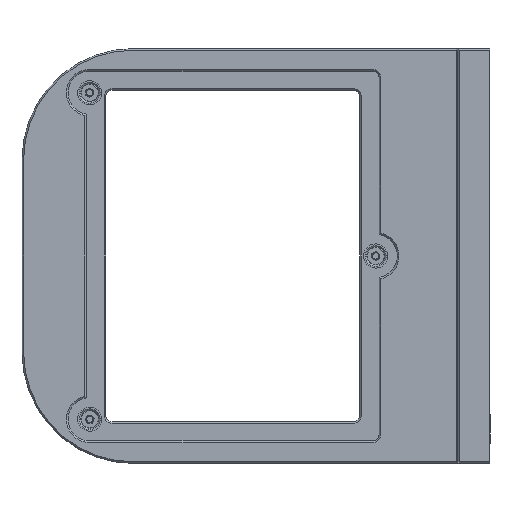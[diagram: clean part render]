
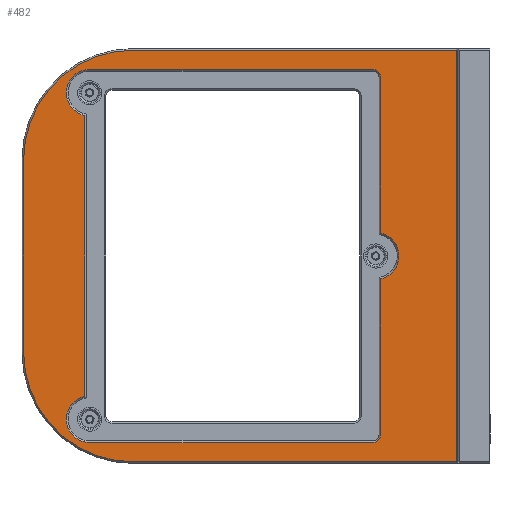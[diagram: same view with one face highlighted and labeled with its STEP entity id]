
A CAD part, left-side view. The second image highlights one B-rep face of the part: STEP entity #482.
In plain terms, the highlighted planar face has unit normal (-1, 0, 0).
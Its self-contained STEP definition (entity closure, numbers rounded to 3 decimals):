
#54 = CARTESIAN_POINT ( 'NONE',  ( -7., -43.5, 58. ) ) ;
#75 = DIRECTION ( 'NONE',  ( 0., 1., 0. ) ) ;
#81 = DIRECTION ( 'NONE',  ( 1., 0., 0. ) ) ;
#122 = LINE ( 'NONE', #3167, #3599 ) ;
#137 = DIRECTION ( 'NONE',  ( 0., -1., 0. ) ) ;
#177 = VERTEX_POINT ( 'NONE', #54 ) ;
#198 = DIRECTION ( 'NONE',  ( 0., 0., 1. ) ) ;
#212 = VECTOR ( 'NONE', #1412, 1000. ) ;
#223 = EDGE_CURVE ( 'NONE', #3623, #4141, #3544, .T. ) ;
#227 = VECTOR ( 'NONE', #2521, 1000. ) ;
#238 = ORIENTED_EDGE ( 'NONE', *, *, #4624, .T. ) ;
#244 = EDGE_CURVE ( 'NONE', #1952, #2017, #2317, .T. ) ;
#326 = CIRCLE ( 'NONE', #2475, 34.058 ) ;
#405 = EDGE_CURVE ( 'NONE', #4826, #177, #3962, .T. ) ;
#448 = EDGE_CURVE ( 'NONE', #2072, #3499, #326, .T. ) ;
#482 = ADVANCED_FACE ( 'NONE', ( #2204, #978 ), #3072, .F. ) ;
#491 = AXIS2_PLACEMENT_3D ( 'NONE', #4893, #4869, #3244 ) ;
#557 = LINE ( 'NONE', #5329, #4577 ) ;
#651 = AXIS2_PLACEMENT_3D ( 'NONE', #1161, #2367, #4968 ) ;
#692 = VERTEX_POINT ( 'NONE', #3090 ) ;
#776 = CARTESIAN_POINT ( 'NONE',  ( -7., -44.45, 0. ) ) ;
#777 = AXIS2_PLACEMENT_3D ( 'NONE', #3466, #5165, #75 ) ;
#901 = VERTEX_POINT ( 'NONE', #2309 ) ;
#966 = ORIENTED_EDGE ( 'NONE', *, *, #3262, .T. ) ;
#970 = ORIENTED_EDGE ( 'NONE', *, *, #3156, .T. ) ;
#978 = FACE_OUTER_BOUND ( 'NONE', #3960, .T. ) ;
#1090 = VECTOR ( 'NONE', #2374, 1000. ) ;
#1153 = VERTEX_POINT ( 'NONE', #2826 ) ;
#1161 = CARTESIAN_POINT ( 'NONE',  ( -7., -43.5, 55.5 ) ) ;
#1183 = ORIENTED_EDGE ( 'NONE', *, *, #448, .T. ) ;
#1332 = ORIENTED_EDGE ( 'NONE', *, *, #244, .T. ) ;
#1344 = EDGE_LOOP ( 'NONE', ( #5446, #970, #4653, #4192, #2989, #238, #2169, #4230, #2837, #3927 ) ) ;
#1398 = DIRECTION ( 'NONE',  ( 0., 1., 0. ) ) ;
#1412 = DIRECTION ( 'NONE',  ( 0., 1., 0. ) ) ;
#1592 = ORIENTED_EDGE ( 'NONE', *, *, #5310, .T. ) ;
#1673 = DIRECTION ( 'NONE',  ( 1., 0., 0. ) ) ;
#1730 = CARTESIAN_POINT ( 'NONE',  ( -7., 30.942, 29.942 ) ) ;
#1786 = DIRECTION ( 'NONE',  ( 0., 1., 0. ) ) ;
#1823 = LINE ( 'NONE', #2849, #3033 ) ;
#1845 = VECTOR ( 'NONE', #198, 1000. ) ;
#1891 = CIRCLE ( 'NONE', #5464, 7.25 ) ;
#1952 = VERTEX_POINT ( 'NONE', #2834 ) ;
#1963 = EDGE_CURVE ( 'NONE', #692, #5438, #2946, .T. ) ;
#1979 = ORIENTED_EDGE ( 'NONE', *, *, #223, .T. ) ;
#2017 = VERTEX_POINT ( 'NONE', #3914 ) ;
#2072 = VERTEX_POINT ( 'NONE', #2545 ) ;
#2106 = CARTESIAN_POINT ( 'NONE',  ( -7., 44.45, -58. ) ) ;
#2137 = CARTESIAN_POINT ( 'NONE',  ( -7., -43.5, 58. ) ) ;
#2165 = CIRCLE ( 'NONE', #651, 2.5 ) ;
#2169 = ORIENTED_EDGE ( 'NONE', *, *, #3671, .T. ) ;
#2204 = FACE_BOUND ( 'NONE', #1344, .T. ) ;
#2217 = LINE ( 'NONE', #5181, #212 ) ;
#2241 = CARTESIAN_POINT ( 'NONE',  ( -7., -46., -7.082 ) ) ;
#2248 = EDGE_CURVE ( 'NONE', #5404, #3228, #1823, .T. ) ;
#2287 = CARTESIAN_POINT ( 'NONE',  ( -7., 44.45, 50.75 ) ) ;
#2309 = CARTESIAN_POINT ( 'NONE',  ( -7., -46., 55.5 ) ) ;
#2317 = LINE ( 'NONE', #4955, #1845 ) ;
#2367 = DIRECTION ( 'NONE',  ( 1., 0., 0. ) ) ;
#2374 = DIRECTION ( 'NONE',  ( 0., -1., 0. ) ) ;
#2475 = AXIS2_PLACEMENT_3D ( 'NONE', #1730, #4362, #1398 ) ;
#2492 = CARTESIAN_POINT ( 'NONE',  ( -7., 65., 29.942 ) ) ;
#2521 = DIRECTION ( 'NONE',  ( 0., 0., -1. ) ) ;
#2545 = CARTESIAN_POINT ( 'NONE',  ( -7., 30.942, 64. ) ) ;
#2599 = CARTESIAN_POINT ( 'NONE',  ( -7., -43.5, -58. ) ) ;
#2672 = VERTEX_POINT ( 'NONE', #2241 ) ;
#2710 = CARTESIAN_POINT ( 'NONE',  ( -7., 44.45, -58. ) ) ;
#2716 = CIRCLE ( 'NONE', #3067, 7.25 ) ;
#2748 = VECTOR ( 'NONE', #137, 1000. ) ;
#2792 = LINE ( 'NONE', #4650, #1090 ) ;
#2826 = CARTESIAN_POINT ( 'NONE',  ( -7., -46., 7.082 ) ) ;
#2834 = CARTESIAN_POINT ( 'NONE',  ( -7., -69.5, -64. ) ) ;
#2837 = ORIENTED_EDGE ( 'NONE', *, *, #4317, .T. ) ;
#2849 = CARTESIAN_POINT ( 'NONE',  ( -7., 46., 44.082 ) ) ;
#2892 = DIRECTION ( 'NONE',  ( 0., 1., 0. ) ) ;
#2946 = CIRCLE ( 'NONE', #4914, 2.5 ) ;
#2989 = ORIENTED_EDGE ( 'NONE', *, *, #3642, .T. ) ;
#3000 = ORIENTED_EDGE ( 'NONE', *, *, #4483, .T. ) ;
#3033 = VECTOR ( 'NONE', #4135, 1000. ) ;
#3067 = AXIS2_PLACEMENT_3D ( 'NONE', #776, #1673, #3274 ) ;
#3072 = PLANE ( 'NONE',  #777 ) ;
#3090 = CARTESIAN_POINT ( 'NONE',  ( -7., -46., -55.5 ) ) ;
#3092 = VERTEX_POINT ( 'NONE', #2710 ) ;
#3156 = EDGE_CURVE ( 'NONE', #3228, #4826, #4299, .T. ) ;
#3167 = CARTESIAN_POINT ( 'NONE',  ( -7., -46., 6.668 ) ) ;
#3173 = CARTESIAN_POINT ( 'NONE',  ( -7., 44.45, -50.75 ) ) ;
#3228 = VERTEX_POINT ( 'NONE', #4525 ) ;
#3244 = DIRECTION ( 'NONE',  ( 0., 1., 0. ) ) ;
#3262 = EDGE_CURVE ( 'NONE', #4141, #1952, #2792, .T. ) ;
#3274 = DIRECTION ( 'NONE',  ( 0., 1., 0. ) ) ;
#3342 = EDGE_CURVE ( 'NONE', #3092, #5404, #1891, .T. ) ;
#3346 = CARTESIAN_POINT ( 'NONE',  ( -7., 44.45, 58. ) ) ;
#3420 = LINE ( 'NONE', #5063, #227 ) ;
#3449 = CARTESIAN_POINT ( 'NONE',  ( -7., 46., -43.668 ) ) ;
#3466 = CARTESIAN_POINT ( 'NONE',  ( -7., 65.5, -64.501 ) ) ;
#3499 = VERTEX_POINT ( 'NONE', #2492 ) ;
#3544 = CIRCLE ( 'NONE', #491, 34.058 ) ;
#3599 = VECTOR ( 'NONE', #4481, 1000. ) ;
#3623 = VERTEX_POINT ( 'NONE', #5356 ) ;
#3642 = EDGE_CURVE ( 'NONE', #901, #1153, #122, .T. ) ;
#3671 = EDGE_CURVE ( 'NONE', #2672, #692, #557, .T. ) ;
#3851 = AXIS2_PLACEMENT_3D ( 'NONE', #2287, #81, #1786 ) ;
#3914 = CARTESIAN_POINT ( 'NONE',  ( -7., -69.5, 64. ) ) ;
#3927 = ORIENTED_EDGE ( 'NONE', *, *, #3342, .T. ) ;
#3960 = EDGE_LOOP ( 'NONE', ( #1332, #3000, #1183, #1592, #1979, #966 ) ) ;
#3962 = LINE ( 'NONE', #2137, #2748 ) ;
#4028 = DIRECTION ( 'NONE',  ( 0., 0., -1. ) ) ;
#4068 = DIRECTION ( 'NONE',  ( 1., 0., 0. ) ) ;
#4135 = DIRECTION ( 'NONE',  ( 0., 0., 1. ) ) ;
#4141 = VERTEX_POINT ( 'NONE', #4797 ) ;
#4178 = EDGE_CURVE ( 'NONE', #177, #901, #2165, .T. ) ;
#4192 = ORIENTED_EDGE ( 'NONE', *, *, #4178, .T. ) ;
#4230 = ORIENTED_EDGE ( 'NONE', *, *, #1963, .T. ) ;
#4253 = DIRECTION ( 'NONE',  ( 1., 0., 0. ) ) ;
#4276 = DIRECTION ( 'NONE',  ( 0., 1., 0. ) ) ;
#4299 = CIRCLE ( 'NONE', #3851, 7.25 ) ;
#4317 = EDGE_CURVE ( 'NONE', #5438, #3092, #4625, .T. ) ;
#4362 = DIRECTION ( 'NONE',  ( -1., 0., 0. ) ) ;
#4481 = DIRECTION ( 'NONE',  ( 0., 0., -1. ) ) ;
#4483 = EDGE_CURVE ( 'NONE', #2017, #2072, #2217, .T. ) ;
#4500 = VECTOR ( 'NONE', #2892, 1000. ) ;
#4525 = CARTESIAN_POINT ( 'NONE',  ( -7., 46., 43.668 ) ) ;
#4577 = VECTOR ( 'NONE', #4028, 1000. ) ;
#4624 = EDGE_CURVE ( 'NONE', #1153, #2672, #2716, .T. ) ;
#4625 = LINE ( 'NONE', #2106, #4500 ) ;
#4650 = CARTESIAN_POINT ( 'NONE',  ( -7., 65.5, -64. ) ) ;
#4653 = ORIENTED_EDGE ( 'NONE', *, *, #405, .T. ) ;
#4797 = CARTESIAN_POINT ( 'NONE',  ( -7., 30.942, -64. ) ) ;
#4826 = VERTEX_POINT ( 'NONE', #3346 ) ;
#4869 = DIRECTION ( 'NONE',  ( -1., 0., 0. ) ) ;
#4893 = CARTESIAN_POINT ( 'NONE',  ( -7., 30.942, -29.942 ) ) ;
#4914 = AXIS2_PLACEMENT_3D ( 'NONE', #5148, #4253, #4276 ) ;
#4955 = CARTESIAN_POINT ( 'NONE',  ( -7., -69.5, 64.5 ) ) ;
#4968 = DIRECTION ( 'NONE',  ( 0., 1., 0. ) ) ;
#5063 = CARTESIAN_POINT ( 'NONE',  ( -7., 65., -64.501 ) ) ;
#5148 = CARTESIAN_POINT ( 'NONE',  ( -7., -43.5, -55.5 ) ) ;
#5165 = DIRECTION ( 'NONE',  ( 1., 0., 0. ) ) ;
#5181 = CARTESIAN_POINT ( 'NONE',  ( -7., 65.5, 64. ) ) ;
#5306 = DIRECTION ( 'NONE',  ( 0., 1., 0. ) ) ;
#5310 = EDGE_CURVE ( 'NONE', #3499, #3623, #3420, .T. ) ;
#5329 = CARTESIAN_POINT ( 'NONE',  ( -7., -46., -55.5 ) ) ;
#5356 = CARTESIAN_POINT ( 'NONE',  ( -7., 65., -29.942 ) ) ;
#5404 = VERTEX_POINT ( 'NONE', #3449 ) ;
#5438 = VERTEX_POINT ( 'NONE', #2599 ) ;
#5446 = ORIENTED_EDGE ( 'NONE', *, *, #2248, .T. ) ;
#5464 = AXIS2_PLACEMENT_3D ( 'NONE', #3173, #4068, #5306 ) ;
